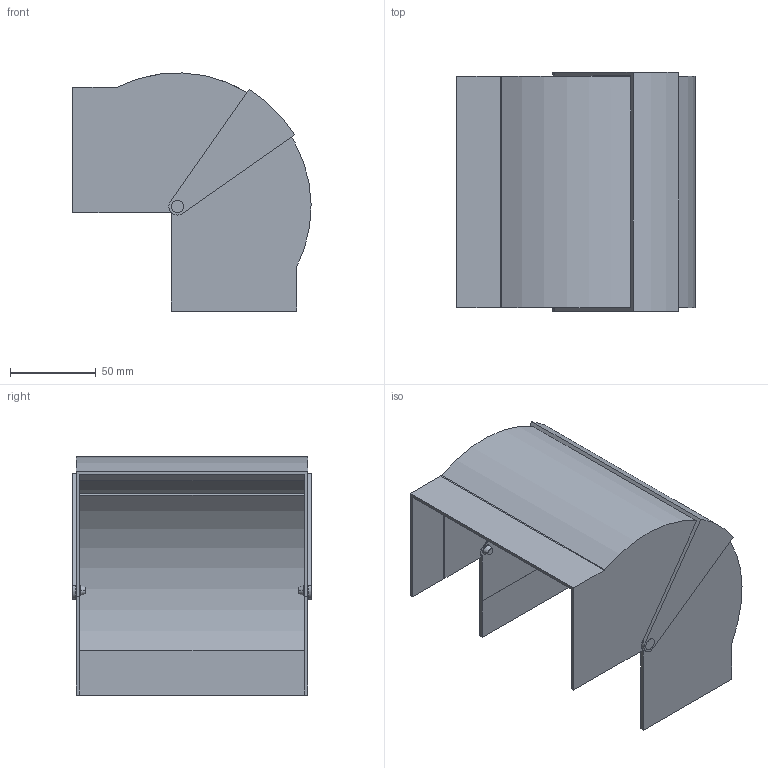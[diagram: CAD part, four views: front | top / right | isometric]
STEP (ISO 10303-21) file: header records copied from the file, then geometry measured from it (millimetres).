
FILE_DESCRIPTION (( 'STEP AP214' ), '1' );
FILE_NAME ('6274412.stp', '2016-05-05T14:25:44', ( '' ), ( '' ), 'SwSTEP 2.0', 'SolidWorks 2014', '' );
FILE_SCHEMA (( 'AUTOMOTIVE_DESIGN' ));
Length unit declared in the file: millimetre
Products named in the file (4): 6274412; 040080_Standard; 040081_Standard; 034959_Standard
Assembly tree (4 placements, depth 2):
  6274412
    040080_Standard
    040081_Standard
    034959_Standard  x2
Bounding box: 138.99 x 139.4 x 138.94 mm (x, y, z)
Volume: 131004.7 mm3; surface area: 136089.2 mm2
Topology: 4 solids, 4 shells, 82 faces, 195 edges, 125 vertices
Faces by surface type: plane 44, cylinder 30, cone 8
Entity records: 2390 total; most frequent: DIRECTION 369, CARTESIAN_POINT 358, ORIENTED_EDGE 338, EDGE_CURVE 169, AXIS2_PLACEMENT_3D 126, VECTOR 117, LINE 117, VERTEX_POINT 109
